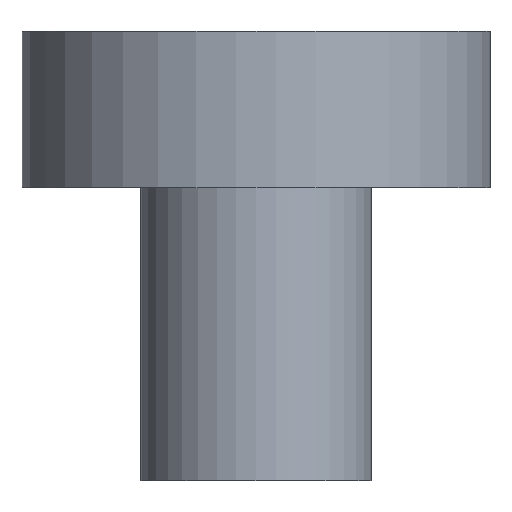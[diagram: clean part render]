
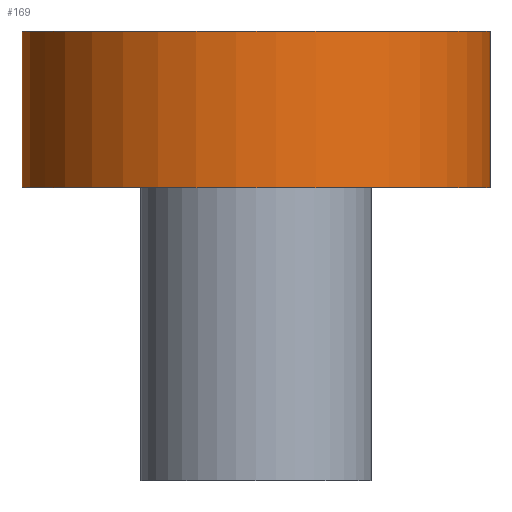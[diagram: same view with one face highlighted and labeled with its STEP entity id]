
A CAD part, front view. The second image highlights one B-rep face of the part: STEP entity #169.
In plain terms, the highlighted cylindrical face has radius 6 mm (diameter 12 mm), a partial arc.
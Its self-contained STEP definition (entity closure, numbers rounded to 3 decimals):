
#30=FACE_OUTER_BOUND('',#41,.T.);
#41=EDGE_LOOP('',(#135,#136,#137,#138));
#56=LINE('',#289,#67);
#57=LINE('',#295,#68);
#67=VECTOR('',#238,10.);
#68=VECTOR('',#245,10.);
#78=CIRCLE('',#200,6.);
#79=CIRCLE('',#201,6.);
#89=VERTEX_POINT('',#283);
#91=VERTEX_POINT('',#287);
#92=VERTEX_POINT('',#291);
#93=VERTEX_POINT('',#293);
#108=EDGE_CURVE('',#89,#91,#56,.T.);
#109=EDGE_CURVE('',#92,#89,#78,.T.);
#110=EDGE_CURVE('',#93,#91,#79,.T.);
#111=EDGE_CURVE('',#92,#93,#57,.T.);
#135=ORIENTED_EDGE('',*,*,#109,.T.);
#136=ORIENTED_EDGE('',*,*,#108,.T.);
#137=ORIENTED_EDGE('',*,*,#110,.F.);
#138=ORIENTED_EDGE('',*,*,#111,.F.);
#162=CYLINDRICAL_SURFACE('',#199,6.);
#169=ADVANCED_FACE('',(#30),#162,.T.);
#199=AXIS2_PLACEMENT_3D('',#290,#239,#240);
#200=AXIS2_PLACEMENT_3D('',#292,#241,#242);
#201=AXIS2_PLACEMENT_3D('',#294,#243,#244);
#238=DIRECTION('',(0.,0.,1.));
#239=DIRECTION('center_axis',(0.,0.,1.));
#240=DIRECTION('ref_axis',(0.,-1.,0.));
#241=DIRECTION('center_axis',(0.,0.,1.));
#242=DIRECTION('ref_axis',(-1.,0.,0.));
#243=DIRECTION('center_axis',(0.,0.,1.));
#244=DIRECTION('ref_axis',(-1.,0.,0.));
#245=DIRECTION('',(0.,0.,1.));
#283=CARTESIAN_POINT('',(5.,23.817,28.25));
#287=CARTESIAN_POINT('',(5.,23.817,32.25));
#289=CARTESIAN_POINT('',(5.,23.817,28.25));
#290=CARTESIAN_POINT('Origin',(0.,20.5,28.25));
#291=CARTESIAN_POINT('',(-5.,23.817,28.25));
#292=CARTESIAN_POINT('Origin',(0.,20.5,28.25));
#293=CARTESIAN_POINT('',(-5.,23.817,32.25));
#294=CARTESIAN_POINT('Origin',(0.,20.5,32.25));
#295=CARTESIAN_POINT('',(-5.,23.817,28.25));
